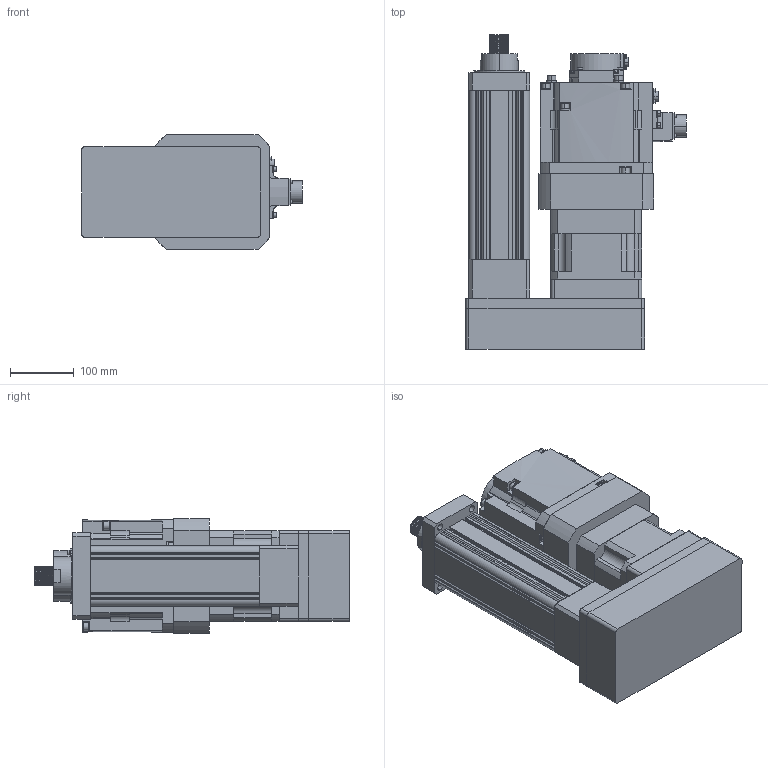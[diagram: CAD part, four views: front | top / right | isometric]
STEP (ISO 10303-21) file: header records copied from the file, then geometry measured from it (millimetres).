
FILE_DESCRIPTION (( 'STEP AP203' ), '1' );
FILE_NAME ('RLA95-10QF-35.7KN-R120-47.6mm-s.STEP', '2025-02-10T01:40:02', ( '微软用户' ), ( '微软中国' ), 'SwSTEP 2.0', 'SolidWorks 2022', '' );
FILE_SCHEMA (( 'CONFIG_CONTROL_DESIGN' ));
Length unit declared in the file: millimetre
Products named in the file (5): 零件4^RLA95-10QF-35.7KN-R100-47.6mm-s; RLA95-10QF-35.7KN-R120-47.6mm-s; 95缸行程100折叠前法兰安装; hg-sn202bj_-s100_; PGH142(新款单级35-114.3-200-M12)
Assembly tree (4 placements, depth 2):
  RLA95-10QF-35.7KN-R120-47.6mm-s
    95缸行程100折叠前法兰安装
    hg-sn202bj_-s100_
    PGH142(新款单级35-114.3-200-M12)
    零件4^RLA95-10QF-35.7KN-R100-47.6mm-s
Bounding box: 345.35 x 493 x 180 mm (x, y, z)
Volume: 13279872.6 mm3; surface area: 974127 mm2
Topology: 6 solids, 7 shells, 891 faces, 2227 edges, 1467 vertices
Faces by surface type: plane 449, cylinder 427, cone 13, bspline 2
Entity records: 29820 total; most frequent: CARTESIAN_POINT 7285, DIRECTION 4780, ORIENTED_EDGE 4450, EDGE_CURVE 2225, AXIS2_PLACEMENT_3D 1743, VERTEX_POINT 1467, LINE 1294, VECTOR 1294
